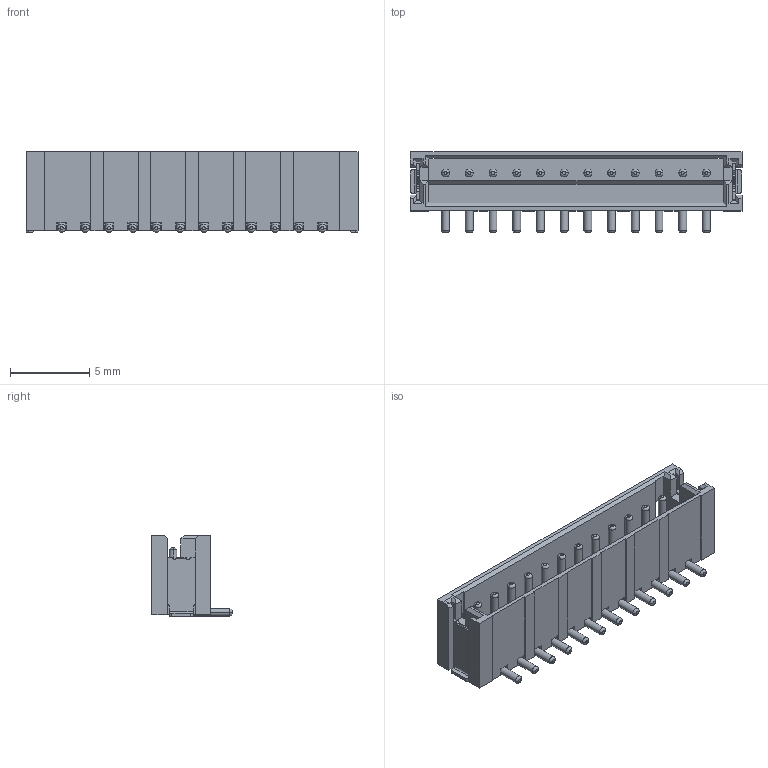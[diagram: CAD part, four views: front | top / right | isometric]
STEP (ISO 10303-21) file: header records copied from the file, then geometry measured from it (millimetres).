
FILE_DESCRIPTION(('CoCreate Modeling STEP Export'),'2;1');
FILE_NAME('ZH1.5WTB-12P立贴3D成品图.stp','2022-10-13T23:05:21',(''),(''),'CoCreate Modeling STEP processor for AP214 (Solid Model)','CoCreate Modeling 16.00 13-May-2008 (C) Parametric Technology GmbH','');
FILE_SCHEMA(('AUTOMOTIVE_DESIGN { 1 0 10303 214 1 1 1 1 }'));
Length unit declared in the file: millimetre
Products named in the file (2): 12Pin
Assembly tree (1 placements, depth 2):
  12Pin
    12Pin
Bounding box: 21 x 5.1 x 5.1 mm (x, y, z)
Volume: 208.5 mm3; surface area: 757.6 mm2
Topology: 1 solids, 1 shells, 399 faces, 1049 edges, 668 vertices
Faces by surface type: plane 219, cylinder 108, torus 72
Entity records: 13077 total; most frequent: CARTESIAN_POINT 3600, ORIENTED_EDGE 2098, DIRECTION 1736, EDGE_CURVE 1049, VERTEX_POINT 668, VECTOR 660, LINE 660, AXIS2_PLACEMENT_3D 538
